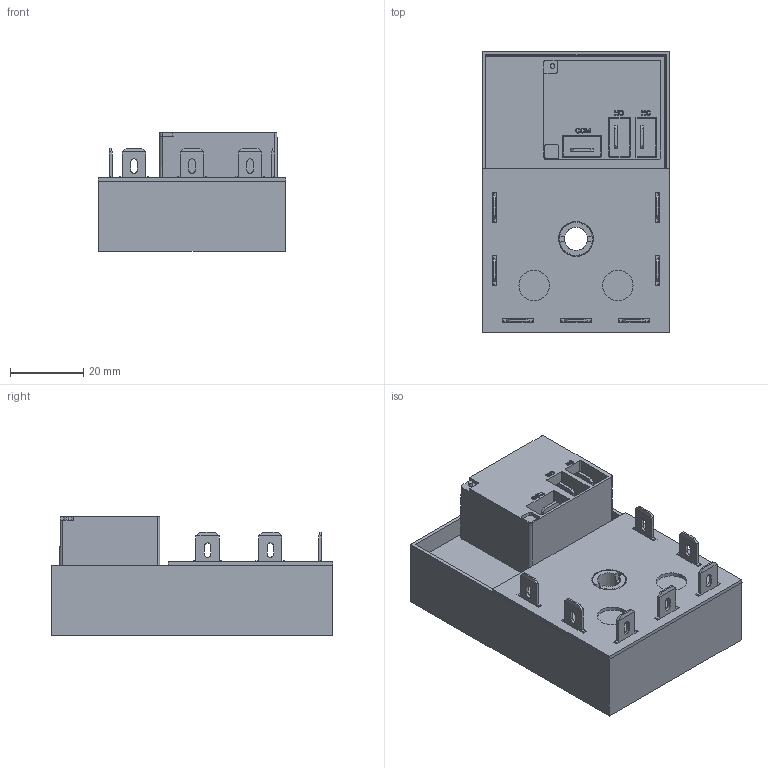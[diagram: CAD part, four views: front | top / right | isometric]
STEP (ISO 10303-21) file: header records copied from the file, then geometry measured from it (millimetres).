
FILE_DESCRIPTION (( 'STEP AP203' ), '1' );
FILE_NAME ('T30R-ND-30-24AD.step', '2023-08-09T12:38:08', ( '' ), ( '' ), 'SwSTEP 2.0', 'SolidWorks 2021', '' );
FILE_SCHEMA (( 'CONFIG_CONTROL_DESIGN' ));
Length unit declared in the file: inch
Products named in the file (1): T30R-ND-30-24AD
Bounding box: 51.31 x 76.96 x 32.46 mm (x, y, z)
Volume: 81050 mm3; surface area: 42963.3 mm2
Topology: 11 solids, 11 shells, 622 faces, 1669 edges, 1082 vertices
Faces by surface type: plane 493, cylinder 69, bspline 50, cone 10
Entity records: 22122 total; most frequent: CARTESIAN_POINT 6706, ORIENTED_EDGE 3314, DIRECTION 2877, EDGE_CURVE 1657, LINE 1399, VECTOR 1399, VERTEX_POINT 1082, AXIS2_PLACEMENT_3D 739
